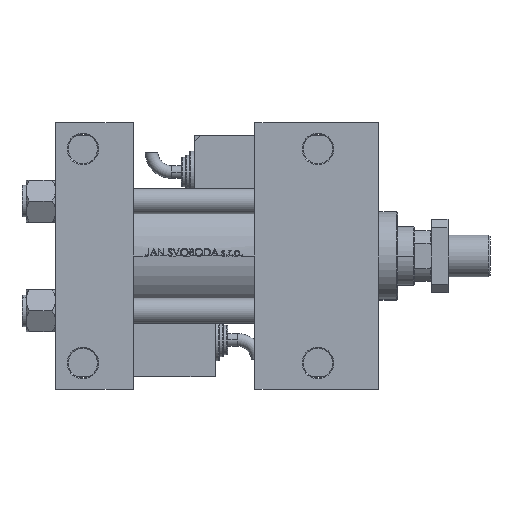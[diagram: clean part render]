
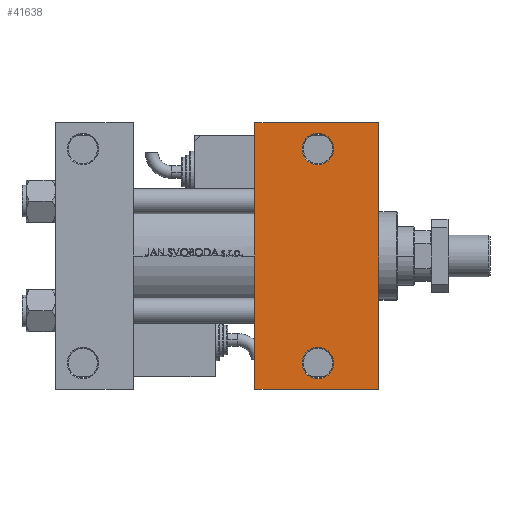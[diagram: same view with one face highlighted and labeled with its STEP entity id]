
A CAD part, front view. The second image highlights one B-rep face of the part: STEP entity #41638.
In plain terms, the highlighted face is planar.
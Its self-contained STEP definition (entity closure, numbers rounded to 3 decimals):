
#964 = FACE_BOUND ( 'NONE', #15798, .T. ) ;
#1304 = VERTEX_POINT ( 'NONE', #13808 ) ;
#2070 = VECTOR ( 'NONE', #45184, 1000. ) ;
#2570 = LINE ( 'NONE', #53013, #2070 ) ;
#2655 = DIRECTION ( 'NONE',  ( -1., 0., 0. ) ) ;
#2674 = VERTEX_POINT ( 'NONE', #22105 ) ;
#6072 = ORIENTED_EDGE ( 'NONE', *, *, #55105, .T. ) ;
#6213 = AXIS2_PLACEMENT_3D ( 'NONE', #12377, #38535, #20456 ) ;
#6873 = ORIENTED_EDGE ( 'NONE', *, *, #25636, .T. ) ;
#7724 = LINE ( 'NONE', #28358, #35846 ) ;
#7738 = AXIS2_PLACEMENT_3D ( 'NONE', #17999, #30544, #51181 ) ;
#8189 = CARTESIAN_POINT ( 'NONE',  ( 125., 51., -37.5 ) ) ;
#8493 = CARTESIAN_POINT ( 'NONE',  ( 154., 37.5, -37.5 ) ) ;
#8780 = AXIS2_PLACEMENT_3D ( 'NONE', #36364, #11559, #2655 ) ;
#9349 = AXIS2_PLACEMENT_3D ( 'NONE', #8493, #17955, #29953 ) ;
#9648 = VECTOR ( 'NONE', #12077, 1000. ) ;
#10503 = CARTESIAN_POINT ( 'NONE',  ( 154., 37.5, -37.5 ) ) ;
#11559 = DIRECTION ( 'NONE',  ( 0., 0., 1. ) ) ;
#12077 = DIRECTION ( 'NONE',  ( 0., -1., 0. ) ) ;
#12377 = CARTESIAN_POINT ( 'NONE',  ( 125., -51., -37.5 ) ) ;
#13201 = DIRECTION ( 'NONE',  ( 0., 0., 1. ) ) ;
#13671 = CARTESIAN_POINT ( 'NONE',  ( 132.5, -51., -37.5 ) ) ;
#13808 = CARTESIAN_POINT ( 'NONE',  ( 154., 63.5, -37.5 ) ) ;
#15798 = EDGE_LOOP ( 'NONE', ( #6072, #26400 ) ) ;
#15929 = ORIENTED_EDGE ( 'NONE', *, *, #49989, .T. ) ;
#17239 = CARTESIAN_POINT ( 'NONE',  ( 95., 63.5, -37.5 ) ) ;
#17667 = CIRCLE ( 'NONE', #48825, 7.5 ) ;
#17955 = DIRECTION ( 'NONE',  ( 0., 0., -1. ) ) ;
#17999 = CARTESIAN_POINT ( 'NONE',  ( 125., -51., -37.5 ) ) ;
#20425 = EDGE_CURVE ( 'NONE', #49484, #1304, #7724, .T. ) ;
#20456 = DIRECTION ( 'NONE',  ( -1., 0., 0. ) ) ;
#22105 = CARTESIAN_POINT ( 'NONE',  ( 117.5, 51., -37.5 ) ) ;
#23310 = CARTESIAN_POINT ( 'NONE',  ( 95., -63.5, -37.5 ) ) ;
#24677 = CARTESIAN_POINT ( 'NONE',  ( 154., -63.5, -37.5 ) ) ;
#24913 = CARTESIAN_POINT ( 'NONE',  ( 117.5, -51., -37.5 ) ) ;
#25636 = EDGE_CURVE ( 'NONE', #44833, #51956, #2570, .T. ) ;
#26400 = ORIENTED_EDGE ( 'NONE', *, *, #33941, .T. ) ;
#27483 = DIRECTION ( 'NONE',  ( 0., -1., 0. ) ) ;
#28358 = CARTESIAN_POINT ( 'NONE',  ( 95., 63.5, -37.5 ) ) ;
#28790 = CARTESIAN_POINT ( 'NONE',  ( 132.5, 51., -37.5 ) ) ;
#29338 = CIRCLE ( 'NONE', #6213, 7.5 ) ;
#29953 = DIRECTION ( 'NONE',  ( -1., 0., 0. ) ) ;
#30544 = DIRECTION ( 'NONE',  ( 0., 0., 1. ) ) ;
#33941 = EDGE_CURVE ( 'NONE', #37910, #42978, #48700, .T. ) ;
#34614 = ORIENTED_EDGE ( 'NONE', *, *, #36714, .F. ) ;
#35846 = VECTOR ( 'NONE', #41734, 1000. ) ;
#36364 = CARTESIAN_POINT ( 'NONE',  ( 125., 51., -37.5 ) ) ;
#36714 = EDGE_CURVE ( 'NONE', #49484, #51956, #37974, .T. ) ;
#37910 = VERTEX_POINT ( 'NONE', #13671 ) ;
#37974 = LINE ( 'NONE', #52106, #9648 ) ;
#38348 = ORIENTED_EDGE ( 'NONE', *, *, #20425, .T. ) ;
#38535 = DIRECTION ( 'NONE',  ( 0., 0., 1. ) ) ;
#38850 = FACE_OUTER_BOUND ( 'NONE', #40167, .T. ) ;
#40167 = EDGE_LOOP ( 'NONE', ( #34614, #38348, #43455, #6873 ) ) ;
#41638 = ADVANCED_FACE ( 'NONE', ( #47242, #964, #38850 ), #51683, .T. ) ;
#41734 = DIRECTION ( 'NONE',  ( 1., 0., 0. ) ) ;
#42978 = VERTEX_POINT ( 'NONE', #24913 ) ;
#43455 = ORIENTED_EDGE ( 'NONE', *, *, #51943, .T. ) ;
#44196 = LINE ( 'NONE', #10503, #55131 ) ;
#44833 = VERTEX_POINT ( 'NONE', #24677 ) ;
#45184 = DIRECTION ( 'NONE',  ( -1., 0., 0. ) ) ;
#46174 = CIRCLE ( 'NONE', #8780, 7.5 ) ;
#47242 = FACE_BOUND ( 'NONE', #52892, .T. ) ;
#47947 = VERTEX_POINT ( 'NONE', #28790 ) ;
#48700 = CIRCLE ( 'NONE', #7738, 7.5 ) ;
#48825 = AXIS2_PLACEMENT_3D ( 'NONE', #8189, #13201, #54456 ) ;
#49484 = VERTEX_POINT ( 'NONE', #17239 ) ;
#49989 = EDGE_CURVE ( 'NONE', #47947, #2674, #17667, .T. ) ;
#51181 = DIRECTION ( 'NONE',  ( -1., 0., 0. ) ) ;
#51449 = ORIENTED_EDGE ( 'NONE', *, *, #53205, .T. ) ;
#51683 = PLANE ( 'NONE',  #9349 ) ;
#51943 = EDGE_CURVE ( 'NONE', #1304, #44833, #44196, .T. ) ;
#51956 = VERTEX_POINT ( 'NONE', #23310 ) ;
#52106 = CARTESIAN_POINT ( 'NONE',  ( 95., 37.5, -37.5 ) ) ;
#52892 = EDGE_LOOP ( 'NONE', ( #51449, #15929 ) ) ;
#53013 = CARTESIAN_POINT ( 'NONE',  ( 95., -63.5, -37.5 ) ) ;
#53205 = EDGE_CURVE ( 'NONE', #2674, #47947, #46174, .T. ) ;
#54456 = DIRECTION ( 'NONE',  ( -1., 0., 0. ) ) ;
#55105 = EDGE_CURVE ( 'NONE', #42978, #37910, #29338, .T. ) ;
#55131 = VECTOR ( 'NONE', #27483, 1000. ) ;
